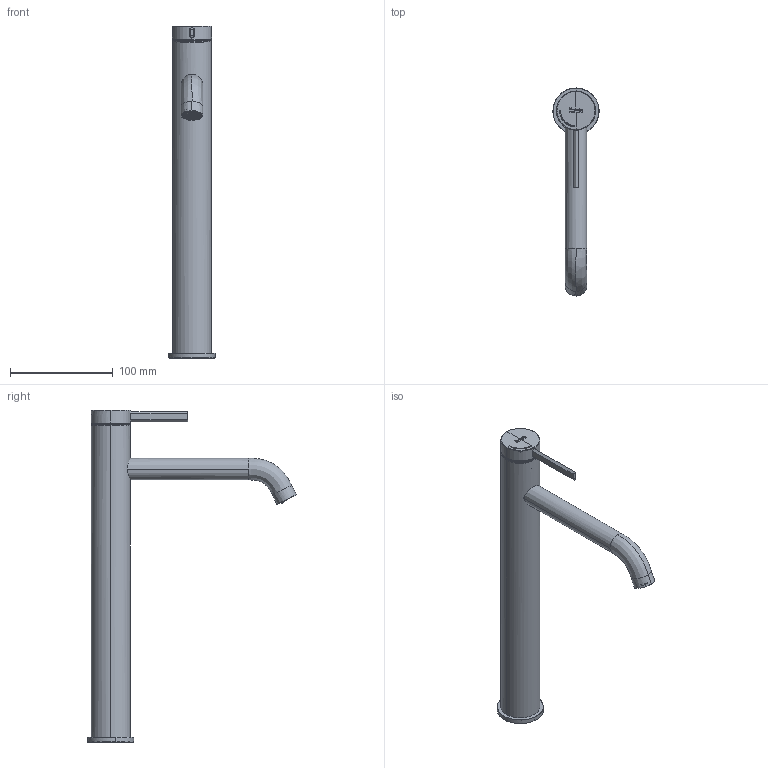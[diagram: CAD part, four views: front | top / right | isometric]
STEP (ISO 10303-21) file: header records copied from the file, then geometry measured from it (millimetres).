
FILE_DESCRIPTION(/* description */ (''),/* implementation_level */ '2;1');
FILE_NAME(/* name */ 'STEP - A5A349E.',/* time_stamp */ '2024-10-24T14:31:43+11:00',/* author */ (''),/* organization */ (''),/* preprocessor_version */ 'ST-DEVELOPER v16.5',/* originating_system */ 'Rhino 7.37',/* authorisation */ '');
FILE_SCHEMA (('CONFIG_CONTROL_DESIGN'));
Length unit declared in the file: millimetre
Products named in the file (17): Document; A5A349EC0A; A5236010_Predeterminado; A5241180_Predeterminado; A5441322_Predeterminado; A5410920_Predeterminado; A5253148_Predeterminado; Block 01; A5526332_Predeterminado; A5437838_Predeterminado; OP24760003_Predeterminado; A5231920_Predeterminado; A5259934_Predeterminado; A5615350_Predeterminado; DIN914_A552623803; A5233901_Montaje a 23,5x2; A5438141_Predeterminado
Assembly tree (16 placements, depth 4):
  Document
    A5A349EC0A
      A5236010_Predeterminado
      A5241180_Predeterminado
        A5441322_Predeterminado
        A5410920_Predeterminado
      A5253148_Predeterminado
        Block 01
      A5526332_Predeterminado
      A5437838_Predeterminado
      OP24760003_Predeterminado
      A5231920_Predeterminado
      A5259934_Predeterminado
        A5615350_Predeterminado
        DIN914_A552623803
      A5233901_Montaje a 23,5x2
      A5438141_Predeterminado
Bounding box: 45 x 202.84 x 323 mm (x, y, z)
Volume: 35038.6 mm3; surface area: 117149.3 mm2
Topology: 20 solids, 23 shells, 4910 faces, 12505 edges, 8036 vertices
Faces by surface type: plane 3142, bspline 1129, cylinder 639
Entity records: 186474 total; most frequent: CARTESIAN_POINT 101845, ORIENTED_EDGE 24942, EDGE_CURVE 12476, B_SPLINE_CURVE_WITH_KNOTS 10443, VERTEX_POINT 8037, EDGE_LOOP 5377, ADVANCED_FACE 4909, FACE_OUTER_BOUND 4909
